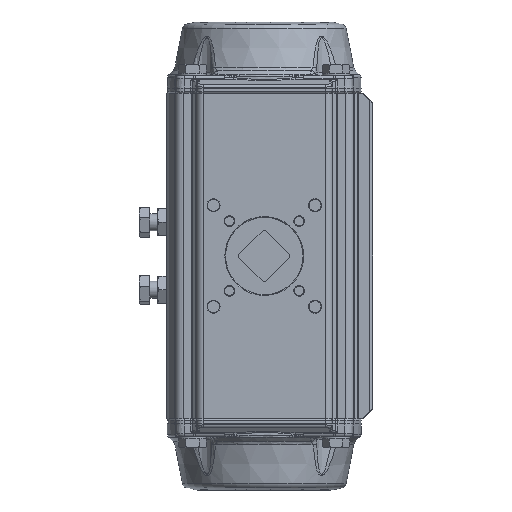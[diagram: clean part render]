
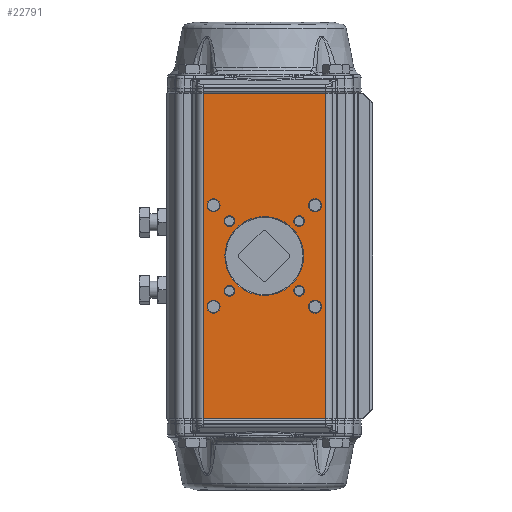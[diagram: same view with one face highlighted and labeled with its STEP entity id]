
A CAD part, front view. The second image highlights one B-rep face of the part: STEP entity #22791.
In plain terms, the highlighted planar face has unit normal (0, -1, 0).
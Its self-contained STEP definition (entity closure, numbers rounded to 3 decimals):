
#1853=FACE_BOUND('',#3929,.T.);
#1854=FACE_BOUND('',#3930,.T.);
#1855=FACE_BOUND('',#3931,.T.);
#1856=FACE_BOUND('',#3932,.T.);
#1857=FACE_BOUND('',#3933,.T.);
#1858=FACE_BOUND('',#3934,.T.);
#1859=FACE_BOUND('',#3935,.T.);
#1860=FACE_BOUND('',#3936,.T.);
#1861=FACE_BOUND('',#3937,.T.);
#1901=PLANE('',#24322);
#2425=FACE_OUTER_BOUND('',#3928,.T.);
#3928=EDGE_LOOP('',(#15249,#15250,#15251,#15252));
#3929=EDGE_LOOP('',(#15253));
#3930=EDGE_LOOP('',(#15254));
#3931=EDGE_LOOP('',(#15255));
#3932=EDGE_LOOP('',(#15256));
#3933=EDGE_LOOP('',(#15257));
#3934=EDGE_LOOP('',(#15258));
#3935=EDGE_LOOP('',(#15259));
#3936=EDGE_LOOP('',(#15260));
#3937=EDGE_LOOP('',(#15261));
#5479=LINE('',#33549,#6800);
#5480=LINE('',#33551,#6801);
#5481=LINE('',#33553,#6802);
#5482=LINE('',#33554,#6803);
#6800=VECTOR('',#26963,10.);
#6801=VECTOR('',#26964,10.);
#6802=VECTOR('',#26965,10.);
#6803=VECTOR('',#26966,10.);
#8120=CIRCLE('',#24319,28.);
#8123=CIRCLE('',#24323,4.65);
#8124=CIRCLE('',#24324,3.8);
#8125=CIRCLE('',#24325,4.65);
#8126=CIRCLE('',#24326,3.8);
#8127=CIRCLE('',#24327,4.65);
#8128=CIRCLE('',#24328,3.8);
#8129=CIRCLE('',#24329,4.65);
#8130=CIRCLE('',#24330,3.8);
#9379=VERTEX_POINT('',#33539);
#9382=VERTEX_POINT('',#33547);
#9383=VERTEX_POINT('',#33548);
#9384=VERTEX_POINT('',#33550);
#9385=VERTEX_POINT('',#33552);
#9386=VERTEX_POINT('',#33555);
#9387=VERTEX_POINT('',#33557);
#9388=VERTEX_POINT('',#33559);
#9389=VERTEX_POINT('',#33561);
#9390=VERTEX_POINT('',#33563);
#9391=VERTEX_POINT('',#33565);
#9392=VERTEX_POINT('',#33567);
#9393=VERTEX_POINT('',#33569);
#11586=EDGE_CURVE('',#9379,#9379,#8120,.T.);
#11590=EDGE_CURVE('',#9382,#9383,#5479,.T.);
#11591=EDGE_CURVE('',#9384,#9383,#5480,.T.);
#11592=EDGE_CURVE('',#9384,#9385,#5481,.T.);
#11593=EDGE_CURVE('',#9382,#9385,#5482,.T.);
#11594=EDGE_CURVE('',#9386,#9386,#8123,.T.);
#11595=EDGE_CURVE('',#9387,#9387,#8124,.T.);
#11596=EDGE_CURVE('',#9388,#9388,#8125,.T.);
#11597=EDGE_CURVE('',#9389,#9389,#8126,.T.);
#11598=EDGE_CURVE('',#9390,#9390,#8127,.T.);
#11599=EDGE_CURVE('',#9391,#9391,#8128,.T.);
#11600=EDGE_CURVE('',#9392,#9392,#8129,.T.);
#11601=EDGE_CURVE('',#9393,#9393,#8130,.T.);
#15249=ORIENTED_EDGE('',*,*,#11590,.T.);
#15250=ORIENTED_EDGE('',*,*,#11591,.F.);
#15251=ORIENTED_EDGE('',*,*,#11592,.T.);
#15252=ORIENTED_EDGE('',*,*,#11593,.F.);
#15253=ORIENTED_EDGE('',*,*,#11594,.F.);
#15254=ORIENTED_EDGE('',*,*,#11595,.F.);
#15255=ORIENTED_EDGE('',*,*,#11596,.F.);
#15256=ORIENTED_EDGE('',*,*,#11597,.F.);
#15257=ORIENTED_EDGE('',*,*,#11598,.F.);
#15258=ORIENTED_EDGE('',*,*,#11599,.F.);
#15259=ORIENTED_EDGE('',*,*,#11600,.F.);
#15260=ORIENTED_EDGE('',*,*,#11601,.F.);
#15261=ORIENTED_EDGE('',*,*,#11586,.F.);
#22791=ADVANCED_FACE('',(#2425,#1853,#1854,#1855,#1856,#1857,#1858,#1859,
#1860,#1861),#1901,.T.);
#24319=AXIS2_PLACEMENT_3D('',#33540,#26954,#26955);
#24322=AXIS2_PLACEMENT_3D('',#33546,#26961,#26962);
#24323=AXIS2_PLACEMENT_3D('',#33556,#26967,#26968);
#24324=AXIS2_PLACEMENT_3D('',#33558,#26969,#26970);
#24325=AXIS2_PLACEMENT_3D('',#33560,#26971,#26972);
#24326=AXIS2_PLACEMENT_3D('',#33562,#26973,#26974);
#24327=AXIS2_PLACEMENT_3D('',#33564,#26975,#26976);
#24328=AXIS2_PLACEMENT_3D('',#33566,#26977,#26978);
#24329=AXIS2_PLACEMENT_3D('',#33568,#26979,#26980);
#24330=AXIS2_PLACEMENT_3D('',#33570,#26981,#26982);
#26954=DIRECTION('center_axis',(0.,-1.,0.));
#26955=DIRECTION('ref_axis',(-1.,0.,0.));
#26961=DIRECTION('center_axis',(0.,-1.,0.));
#26962=DIRECTION('ref_axis',(0.,0.,-1.));
#26963=DIRECTION('',(-1.,0.,0.));
#26964=DIRECTION('',(0.,0.,1.));
#26965=DIRECTION('',(1.,0.,0.));
#26966=DIRECTION('',(0.,0.,-1.));
#26967=DIRECTION('center_axis',(0.,-1.,0.));
#26968=DIRECTION('ref_axis',(0.,0.,1.));
#26969=DIRECTION('center_axis',(0.,-1.,0.));
#26970=DIRECTION('ref_axis',(1.,0.,0.));
#26971=DIRECTION('center_axis',(0.,-1.,0.));
#26972=DIRECTION('ref_axis',(0.,0.,-1.));
#26973=DIRECTION('center_axis',(0.,-1.,0.));
#26974=DIRECTION('ref_axis',(-1.,0.,0.));
#26975=DIRECTION('center_axis',(0.,-1.,0.));
#26976=DIRECTION('ref_axis',(-1.,0.,0.));
#26977=DIRECTION('center_axis',(0.,-1.,0.));
#26978=DIRECTION('ref_axis',(0.,0.,
-1.));
#26979=DIRECTION('center_axis',(0.,-1.,0.));
#26980=DIRECTION('ref_axis',(1.,0.,0.));
#26981=DIRECTION('center_axis',(0.,-1.,0.));
#26982=DIRECTION('ref_axis',(0.,0.,1.));
#33539=CARTESIAN_POINT('',(28.,-78.5,115.75));
#33540=CARTESIAN_POINT('Origin',(0.,-78.5,115.75));
#33546=CARTESIAN_POINT('Origin',(48.5,-78.5,0.));
#33547=CARTESIAN_POINT('',(43.5,-78.5,231.5));
#33548=CARTESIAN_POINT('',(-43.5,-78.5,231.5));
#33549=CARTESIAN_POINT('',(24.25,-78.5,231.5));
#33550=CARTESIAN_POINT('',(-43.5,-78.5,0.));
#33551=CARTESIAN_POINT('',(-43.5,-78.5,0.));
#33552=CARTESIAN_POINT('',(43.5,-78.5,0.));
#33553=CARTESIAN_POINT('',(-48.5,-78.5,0.));
#33554=CARTESIAN_POINT('',(43.5,-78.5,0.));
#33555=CARTESIAN_POINT('',(36.062,-78.5,147.162));
#33556=CARTESIAN_POINT('Origin',(36.062,-78.5,151.812));
#33557=CARTESIAN_POINT('',(20.949,-78.5,91.001));
#33558=CARTESIAN_POINT('Origin',(24.749,-78.5,91.001));
#33559=CARTESIAN_POINT('',(-36.062,-78.5,84.338));
#33560=CARTESIAN_POINT('Origin',(-36.062,-78.5,79.688));
#33561=CARTESIAN_POINT('',(-20.949,-78.5,140.499));
#33562=CARTESIAN_POINT('Origin',(-24.749,-78.5,140.499));
#33563=CARTESIAN_POINT('',(-31.412,-78.5,151.812));
#33564=CARTESIAN_POINT('Origin',(-36.062,-78.5,151.812));
#33565=CARTESIAN_POINT('',(-24.749,-78.5,94.801));
#33566=CARTESIAN_POINT('Origin',(-24.749,-78.5,91.001));
#33567=CARTESIAN_POINT('',(31.412,-78.5,79.688));
#33568=CARTESIAN_POINT('Origin',(36.062,-78.5,79.688));
#33569=CARTESIAN_POINT('',(24.749,-78.5,136.699));
#33570=CARTESIAN_POINT('Origin',(24.749,-78.5,140.499));
